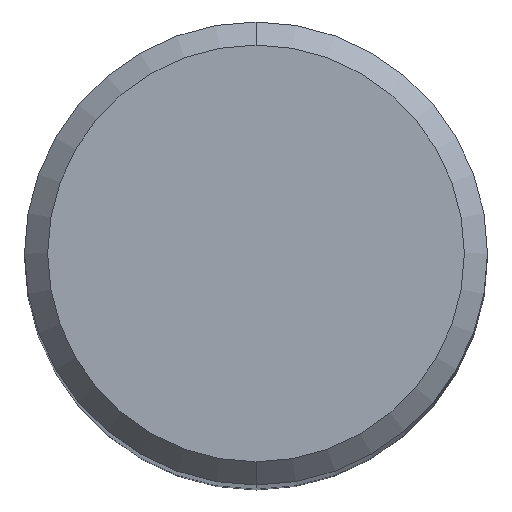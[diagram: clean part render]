
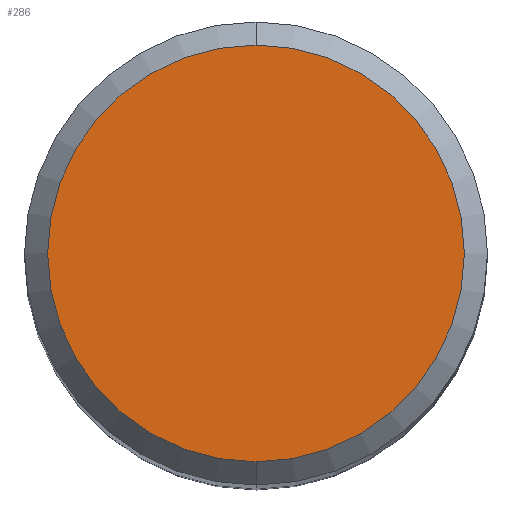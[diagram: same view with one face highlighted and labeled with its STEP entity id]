
A CAD part, top view. The second image highlights one B-rep face of the part: STEP entity #286.
In plain terms, the highlighted planar face has unit normal (0, 0, 1).
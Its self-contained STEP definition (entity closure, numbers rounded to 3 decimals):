
#258=VERTEX_POINT('',#566);
#274=EDGE_CURVE('',#258,#342,#582,.T.);
#286=ADVANCED_FACE('',(#596),#597,.T.);
#342=VERTEX_POINT('',#656);
#392=EDGE_CURVE('',#342,#258,#715,.T.);
#566=CARTESIAN_POINT('',(0.,-4.5,0.0));
#582=CIRCLE('',#1031,4.5);
#596=FACE_OUTER_BOUND('',#1047,.T.);
#597=PLANE('',#1048);
#656=CARTESIAN_POINT('',(0.0,4.5,0.0));
#715=CIRCLE('',#1306,4.5);
#1031=AXIS2_PLACEMENT_3D('',#1547,#1548,#1549);
#1047=EDGE_LOOP('',(#1566,#1567));
#1048=AXIS2_PLACEMENT_3D('',#1568,#1569,#1570);
#1306=AXIS2_PLACEMENT_3D('',#1719,#1720,#1721);
#1547=CARTESIAN_POINT('',(0.0,0.0,0.0));
#1548=DIRECTION('',(0.0,0.0,-1.0));
#1549=DIRECTION('',(0.0,1.0,0.0));
#1566=ORIENTED_EDGE('',*,*,#392,.F.);
#1567=ORIENTED_EDGE('',*,*,#274,.F.);
#1568=CARTESIAN_POINT('',(0.0,2.25,0.0));
#1569=DIRECTION('',(-0.0,0.0,1.0));
#1570=DIRECTION('',(0.0,-1.0,0.0));
#1719=CARTESIAN_POINT('',(0.0,0.0,0.0));
#1720=DIRECTION('',(0.0,0.0,-1.0));
#1721=DIRECTION('',(0.0,1.0,0.0));
